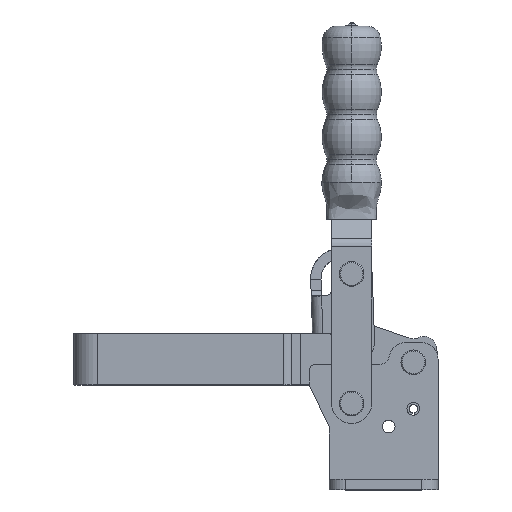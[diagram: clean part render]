
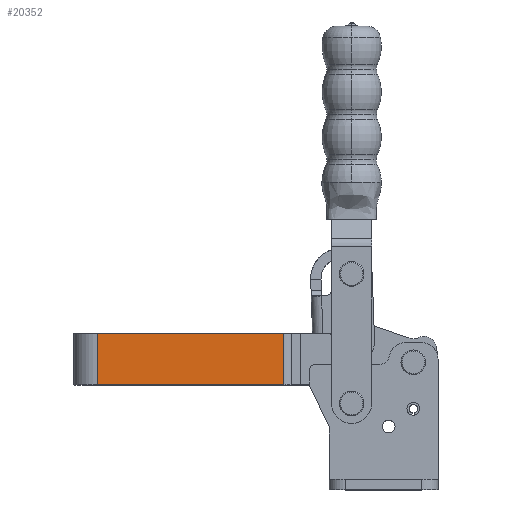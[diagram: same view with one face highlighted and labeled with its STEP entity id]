
A CAD part, top view. The second image highlights one B-rep face of the part: STEP entity #20352.
In plain terms, the highlighted planar face has unit normal (0, 0, 1).
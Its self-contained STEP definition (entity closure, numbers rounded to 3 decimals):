
#227 = EDGE_CURVE ( 'NONE', #9226, #6502, #25402, .T. ) ;
#396 = CARTESIAN_POINT ( 'NONE',  ( -72.85, 32., 11.35 ) ) ;
#1359 = LINE ( 'NONE', #21539, #13073 ) ;
#2205 = EDGE_CURVE ( 'NONE', #14938, #9226, #21721, .T. ) ;
#2428 = CARTESIAN_POINT ( 'NONE',  ( -165.65, 0., 11.35 ) ) ;
#3443 = FACE_OUTER_BOUND ( 'NONE', #8336, .T. ) ;
#5089 = DIRECTION ( 'NONE',  ( 0., -1., 0. ) ) ;
#5121 = DIRECTION ( 'NONE',  ( 0., 0., 1. ) ) ;
#5189 = DIRECTION ( 'NONE',  ( 0., -1., 0. ) ) ;
#6502 = VERTEX_POINT ( 'NONE', #2428 ) ;
#6762 = VECTOR ( 'NONE', #23395, 1000. ) ;
#8053 = ORIENTED_EDGE ( 'NONE', *, *, #14178, .T. ) ;
#8336 = EDGE_LOOP ( 'NONE', ( #8053, #15019, #24206, #19042 ) ) ;
#8459 = AXIS2_PLACEMENT_3D ( 'NONE', #396, #5121, #21474 ) ;
#9226 = VERTEX_POINT ( 'NONE', #17151 ) ;
#9446 = VECTOR ( 'NONE', #12973, 1000. ) ;
#12020 = CARTESIAN_POINT ( 'NONE',  ( -75.009, 32., 11.35 ) ) ;
#12973 = DIRECTION ( 'NONE',  ( -1., 0., 0. ) ) ;
#13019 = CARTESIAN_POINT ( 'NONE',  ( -165.65, 25., 11.35 ) ) ;
#13073 = VECTOR ( 'NONE', #5189, 1000. ) ;
#14178 = EDGE_CURVE ( 'NONE', #14938, #25785, #16406, .T. ) ;
#14301 = CARTESIAN_POINT ( 'NONE',  ( -72.85, 0., 11.35 ) ) ;
#14938 = VERTEX_POINT ( 'NONE', #25826 ) ;
#15019 = ORIENTED_EDGE ( 'NONE', *, *, #15350, .T. ) ;
#15350 = EDGE_CURVE ( 'NONE', #25785, #6502, #1359, .T. ) ;
#15516 = VECTOR ( 'NONE', #5089, 1000. ) ;
#16406 = LINE ( 'NONE', #26964, #9446 ) ;
#16571 = PLANE ( 'NONE',  #8459 ) ;
#17151 = CARTESIAN_POINT ( 'NONE',  ( -75.009, 0., 11.35 ) ) ;
#19042 = ORIENTED_EDGE ( 'NONE', *, *, #2205, .F. ) ;
#20352 = ADVANCED_FACE ( 'NONE', ( #3443 ), #16571, .T. ) ;
#21474 = DIRECTION ( 'NONE',  ( 1., 0., 0. ) ) ;
#21539 = CARTESIAN_POINT ( 'NONE',  ( -165.65, 32., 11.35 ) ) ;
#21721 = LINE ( 'NONE', #12020, #15516 ) ;
#23395 = DIRECTION ( 'NONE',  ( -1., 0., 0. ) ) ;
#24206 = ORIENTED_EDGE ( 'NONE', *, *, #227, .F. ) ;
#25402 = LINE ( 'NONE', #14301, #6762 ) ;
#25785 = VERTEX_POINT ( 'NONE', #13019 ) ;
#25826 = CARTESIAN_POINT ( 'NONE',  ( -75.009, 25., 11.35 ) ) ;
#26964 = CARTESIAN_POINT ( 'NONE',  ( -177., 25., 11.35 ) ) ;
